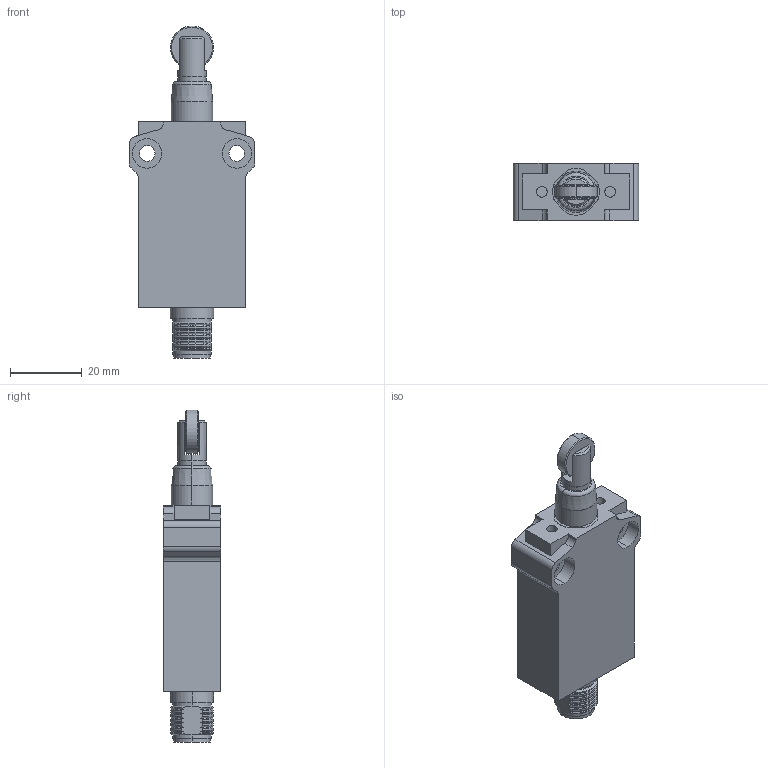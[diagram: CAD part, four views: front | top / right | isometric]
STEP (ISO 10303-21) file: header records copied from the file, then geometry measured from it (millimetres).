
FILE_DESCRIPTION (( 'STEP AP214' ), '1' );
FILE_NAME ('AEM2G1701Z11M.step', '2017-12-19T21:23:55', ( '' ), ( '' ), 'SwSTEP 2.0', 'SolidWorks 2017', '' );
FILE_SCHEMA (( 'AUTOMOTIVE_DESIGN' ));
Length unit declared in the file: inch
Products named in the file (1): AEM2G1701Z11M
Bounding box: 35 x 16 x 92.5 mm (x, y, z)
Volume: 28113 mm3; surface area: 9331 mm2
Topology: 5 solids, 5 shells, 180 faces, 445 edges, 290 vertices
Faces by surface type: cylinder 74, plane 59, cone 41, bspline 6
Entity records: 7941 total; most frequent: CARTESIAN_POINT 1222, DIRECTION 909, ORIENTED_EDGE 890, EDGE_CURVE 445, AXIS2_PLACEMENT_3D 361, VERTEX_POINT 290, EDGE_LOOP 199, VECTOR 187
